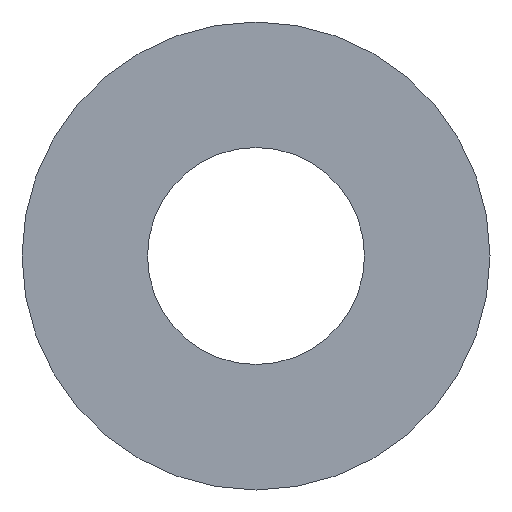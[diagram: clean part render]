
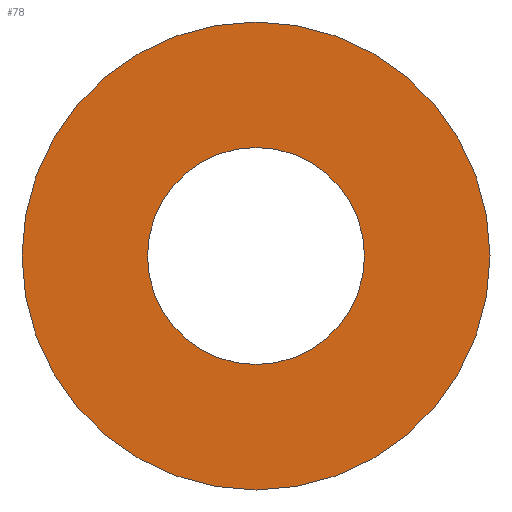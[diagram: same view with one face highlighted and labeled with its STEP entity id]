
A CAD part, left-side view. The second image highlights one B-rep face of the part: STEP entity #78.
In plain terms, the highlighted planar face has unit normal (-1, 0, 0).
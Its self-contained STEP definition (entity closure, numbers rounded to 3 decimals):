
#78 = ADVANCED_FACE( '', ( #190, #191 ), #192, .T. );
#82 = VERTEX_POINT( '', #196 );
#84 = EDGE_CURVE( '', #82, #90, #198, .T. );
#90 = VERTEX_POINT( '', #205 );
#94 = EDGE_CURVE( '', #126, #144, #210, .T. );
#116 = EDGE_CURVE( '', #144, #126, #234, .T. );
#126 = VERTEX_POINT( '', #244 );
#128 = EDGE_CURVE( '', #90, #82, #246, .T. );
#144 = VERTEX_POINT( '', #266 );
#190 = FACE_BOUND( '', #308, .T. );
#191 = FACE_OUTER_BOUND( '', #309, .T. );
#192 = PLANE( '', #310 );
#196 = CARTESIAN_POINT( '', ( -102., 44., 0. ) );
#198 = CIRCLE( '', #319, 44. );
#205 = CARTESIAN_POINT( '', ( -102., -44., 0. ) );
#210 = CIRCLE( '', #333, 20.4 );
#234 = CIRCLE( '', #364, 20.4 );
#244 = CARTESIAN_POINT( '', ( -102., 20.4, 0. ) );
#246 = CIRCLE( '', #379, 44. );
#266 = CARTESIAN_POINT( '', ( -102., -20.4, 0. ) );
#308 = EDGE_LOOP( '', ( #446, #447 ) );
#309 = EDGE_LOOP( '', ( #448, #449 ) );
#310 = AXIS2_PLACEMENT_3D( '', #450, #451, #452 );
#319 = AXIS2_PLACEMENT_3D( '', #454, #455, #456 );
#333 = AXIS2_PLACEMENT_3D( '', #476, #477, #478 );
#364 = AXIS2_PLACEMENT_3D( '', #498, #499, #500 );
#379 = AXIS2_PLACEMENT_3D( '', #506, #507, #508 );
#446 = ORIENTED_EDGE( '', *, *, #94, .F. );
#447 = ORIENTED_EDGE( '', *, *, #116, .F. );
#448 = ORIENTED_EDGE( '', *, *, #84, .T. );
#449 = ORIENTED_EDGE( '', *, *, #128, .T. );
#450 = CARTESIAN_POINT( '', ( -102., 32.2, 0. ) );
#451 = DIRECTION( '', ( -1., 0., 0. ) );
#452 = DIRECTION( '', ( 0., 1., 0. ) );
#454 = CARTESIAN_POINT( '', ( -102., 0., 0. ) );
#455 = DIRECTION( '', ( -1., 0., 0. ) );
#456 = DIRECTION( '', ( 0., 1., 0. ) );
#476 = CARTESIAN_POINT( '', ( -102., 0., 0. ) );
#477 = DIRECTION( '', ( -1., 0., 0. ) );
#478 = DIRECTION( '', ( 0., 1., 0. ) );
#498 = CARTESIAN_POINT( '', ( -102., 0., 0. ) );
#499 = DIRECTION( '', ( -1., 0., 0. ) );
#500 = DIRECTION( '', ( 0., 1., 0. ) );
#506 = CARTESIAN_POINT( '', ( -102., 0., 0. ) );
#507 = DIRECTION( '', ( -1., 0., 0. ) );
#508 = DIRECTION( '', ( 0., 1., 0. ) );
